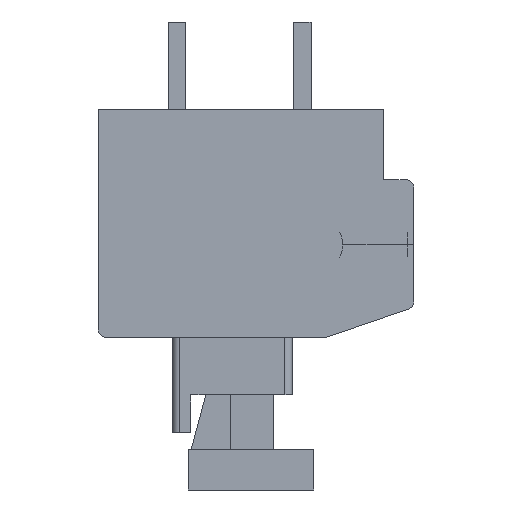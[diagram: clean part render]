
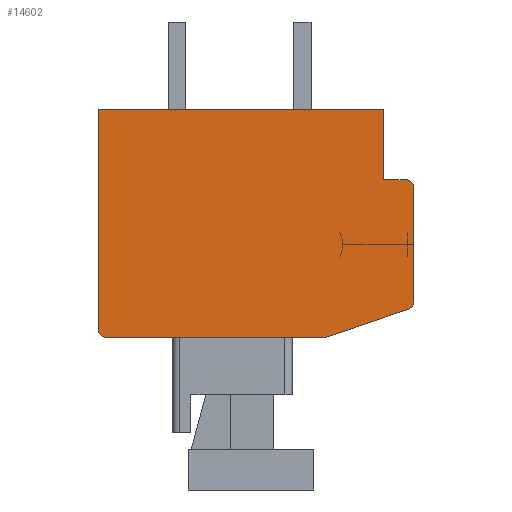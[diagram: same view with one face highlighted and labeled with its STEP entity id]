
A CAD part, front view. The second image highlights one B-rep face of the part: STEP entity #14602.
In plain terms, the highlighted planar face has unit normal (0, -1, 0).
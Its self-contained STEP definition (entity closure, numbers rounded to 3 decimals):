
#1=CARTESIAN_POINT('',(6.,-102.8,-3.136));
#2=DIRECTION('',(0.,-1.,0.));
#3=DIRECTION('',(0.324,0.,-0.946));
#4=AXIS2_PLACEMENT_3D('',#1,#2,#3);
#6=DIRECTION('',(-0.946,0.,-0.324));
#7=VECTOR('',#6,3.486);
#8=CARTESIAN_POINT('',(6.097,-102.8,-3.419));
#9=LINE('',#8,#7);
#10=DIRECTION('',(-1.,0.,0.));
#11=VECTOR('',#10,8.8);
#12=CARTESIAN_POINT('',(2.8,-102.8,-4.55));
#13=LINE('',#12,#11);
#14=CARTESIAN_POINT('',(-6.,-102.8,-4.25));
#15=DIRECTION('',(0.,-1.,0.));
#16=DIRECTION('',(-1.,0.,0.));
#17=AXIS2_PLACEMENT_3D('',#14,#15,#16);
#19=DIRECTION('',(0.,0.,1.));
#20=VECTOR('',#19,8.8);
#21=CARTESIAN_POINT('',(-6.3,-102.8,-4.25));
#22=LINE('',#21,#20);
#23=DIRECTION('',(1.,0.,0.));
#24=VECTOR('',#23,11.4);
#25=CARTESIAN_POINT('',(-6.3,-102.8,4.55));
#26=LINE('',#25,#24);
#27=DIRECTION('',(0.,0.,-1.));
#28=VECTOR('',#27,2.8);
#29=CARTESIAN_POINT('',(5.1,-102.8,4.55));
#30=LINE('',#29,#28);
#31=DIRECTION('',(1.,0.,0.));
#32=VECTOR('',#31,0.9);
#33=CARTESIAN_POINT('',(5.1,-102.8,1.75));
#34=LINE('',#33,#32);
#35=CARTESIAN_POINT('',(6.,-102.8,1.45));
#36=DIRECTION('',(0.,-1.,0.));
#37=DIRECTION('',(1.,0.,0.));
#38=AXIS2_PLACEMENT_3D('',#35,#36,#37);
#40=DIRECTION('',(0.,0.,-1.));
#41=VECTOR('',#40,4.586);
#42=CARTESIAN_POINT('',(6.3,-102.8,1.45));
#43=LINE('',#42,#41);
#11143=CARTESIAN_POINT('',(-6.3,-102.8,4.55));
#11144=CARTESIAN_POINT('',(5.1,-102.8,4.55));
#11145=VERTEX_POINT('',#11143);
#11146=VERTEX_POINT('',#11144);
#11147=CARTESIAN_POINT('',(5.1,-102.8,1.75));
#11148=VERTEX_POINT('',#11147);
#11149=CARTESIAN_POINT('',(6.097,-102.8,-3.419));
#11150=CARTESIAN_POINT('',(6.3,-102.8,-3.136));
#11151=VERTEX_POINT('',#11149);
#11152=VERTEX_POINT('',#11150);
#11153=CARTESIAN_POINT('',(6.3,-102.8,1.45));
#11154=CARTESIAN_POINT('',(6.,-102.8,1.75));
#11155=VERTEX_POINT('',#11153);
#11156=VERTEX_POINT('',#11154);
#11157=CARTESIAN_POINT('',(-6.3,-102.8,-4.25));
#11158=CARTESIAN_POINT('',(-6.,-102.8,-4.55));
#11159=VERTEX_POINT('',#11157);
#11160=VERTEX_POINT('',#11158);
#11161=CARTESIAN_POINT('',(2.8,-102.8,-4.55));
#11162=VERTEX_POINT('',#11161);
#14575=CARTESIAN_POINT('',(0.,-102.8,0.));
#14576=DIRECTION('',(0.,1.,0.));
#14577=DIRECTION('',(1.,0.,0.));
#14578=AXIS2_PLACEMENT_3D('',#14575,#14576,#14577);
#14579=PLANE('',#14578);
#14581=ORIENTED_EDGE('',*,*,#14580,.F.);
#14583=ORIENTED_EDGE('',*,*,#14582,.T.);
#14585=ORIENTED_EDGE('',*,*,#14584,.T.);
#14587=ORIENTED_EDGE('',*,*,#14586,.F.);
#14589=ORIENTED_EDGE('',*,*,#14588,.T.);
#14591=ORIENTED_EDGE('',*,*,#14590,.T.);
#14593=ORIENTED_EDGE('',*,*,#14592,.T.);
#14595=ORIENTED_EDGE('',*,*,#14594,.T.);
#14597=ORIENTED_EDGE('',*,*,#14596,.F.);
#14599=ORIENTED_EDGE('',*,*,#14598,.T.);
#14600=EDGE_LOOP('',(#14581,#14583,#14585,#14587,#14589,#14591,#14593,#14595,
#14597,#14599));
#14601=FACE_OUTER_BOUND('',#14600,.F.);
#14602=ADVANCED_FACE('',(#14601),#14579,.F.);
#5=CIRCLE('',#4,0.3);
#18=CIRCLE('',#17,0.3);
#39=CIRCLE('',#38,0.3);
#14580=EDGE_CURVE('',#11151,#11152,#5,.T.);
#14582=EDGE_CURVE('',#11151,#11162,#9,.T.);
#14584=EDGE_CURVE('',#11162,#11160,#13,.T.);
#14586=EDGE_CURVE('',#11159,#11160,#18,.T.);
#14588=EDGE_CURVE('',#11159,#11145,#22,.T.);
#14590=EDGE_CURVE('',#11145,#11146,#26,.T.);
#14592=EDGE_CURVE('',#11146,#11148,#30,.T.);
#14594=EDGE_CURVE('',#11148,#11156,#34,.T.);
#14596=EDGE_CURVE('',#11155,#11156,#39,.T.);
#14598=EDGE_CURVE('',#11155,#11152,#43,.T.);
